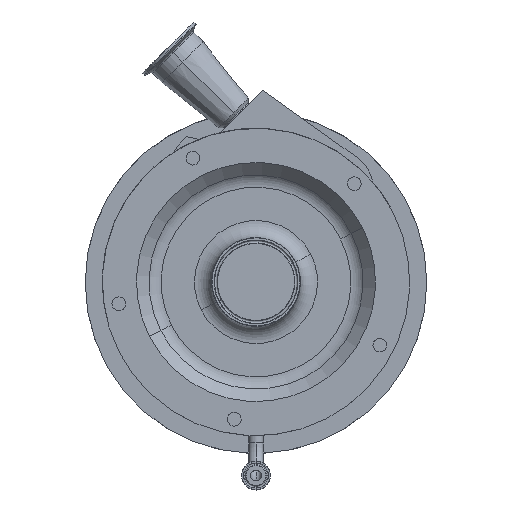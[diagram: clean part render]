
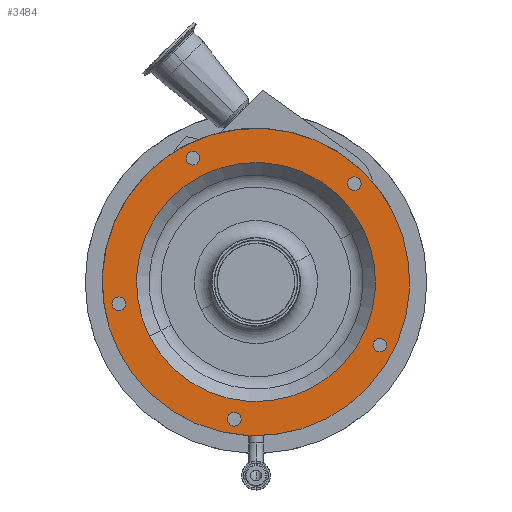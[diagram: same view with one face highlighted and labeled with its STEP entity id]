
A CAD part, top view. The second image highlights one B-rep face of the part: STEP entity #3484.
In plain terms, the highlighted planar face has unit normal (0, 0, 1).
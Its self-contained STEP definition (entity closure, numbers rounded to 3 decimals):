
#7 = AXIS2_PLACEMENT_3D ( 'NONE', #4381, #5629, #2791 ) ;
#9 = DIRECTION ( 'NONE',  ( 0., 0., 1. ) ) ;
#241 = DIRECTION ( 'NONE',  ( -0.988, 0.156, 0. ) ) ;
#340 = EDGE_LOOP ( 'NONE', ( #6587, #4065 ) ) ;
#375 = CIRCLE ( 'NONE', #4378, 6. ) ;
#393 = CIRCLE ( 'NONE', #648, 6. ) ;
#437 = CARTESIAN_POINT ( 'NONE',  ( 105.979, -60.733, 284. ) ) ;
#454 = CARTESIAN_POINT ( 'NONE',  ( -55.387, 108.703, 284. ) ) ;
#466 = FACE_BOUND ( 'NONE', #6741, .T. ) ;
#499 = ORIENTED_EDGE ( 'NONE', *, *, #1174, .F. ) ;
#601 = EDGE_LOOP ( 'NONE', ( #4717, #2855 ) ) ;
#648 = AXIS2_PLACEMENT_3D ( 'NONE', #454, #2679, #2236 ) ;
#664 = AXIS2_PLACEMENT_3D ( 'NONE', #1421, #676, #1285 ) ;
#667 = EDGE_CURVE ( 'NONE', #4496, #1622, #707, .T. ) ;
#676 = DIRECTION ( 'NONE',  ( 0., 0., 1. ) ) ;
#707 = CIRCLE ( 'NONE', #6984, 6. ) ;
#719 = VERTEX_POINT ( 'NONE', #3122 ) ;
#737 = VERTEX_POINT ( 'NONE', #4938 ) ;
#872 = AXIS2_PLACEMENT_3D ( 'NONE', #6290, #3340, #5045 ) ;
#899 = VERTEX_POINT ( 'NONE', #6918 ) ;
#1078 = FACE_BOUND ( 'NONE', #340, .T. ) ;
#1174 = EDGE_CURVE ( 'NONE', #3273, #5922, #6443, .T. ) ;
#1178 = CARTESIAN_POINT ( 'NONE',  ( 0., 0., 284. ) ) ;
#1275 = CARTESIAN_POINT ( 'NONE',  ( 82.024, 90.51, 284. ) ) ;
#1284 = DIRECTION ( 'NONE',  ( 0., 0., 1. ) ) ;
#1285 = DIRECTION ( 'NONE',  ( 0.707, -0.707, 0. ) ) ;
#1296 = CARTESIAN_POINT ( 'NONE',  ( 0., 0., 284. ) ) ;
#1343 = EDGE_CURVE ( 'NONE', #899, #2669, #5876, .T. ) ;
#1372 = ORIENTED_EDGE ( 'NONE', *, *, #3951, .F. ) ;
#1421 = CARTESIAN_POINT ( 'NONE',  ( 86.267, 86.267, 284. ) ) ;
#1471 = AXIS2_PLACEMENT_3D ( 'NONE', #6248, #6326, #6370 ) ;
#1580 = EDGE_CURVE ( 'NONE', #719, #6821, #393, .T. ) ;
#1622 = VERTEX_POINT ( 'NONE', #4549 ) ;
#1645 = DIRECTION ( 'NONE',  ( -0.454, -0.891, 0. ) ) ;
#1663 = ORIENTED_EDGE ( 'NONE', *, *, #4939, .F. ) ;
#1685 = PLANE ( 'NONE',  #3066 ) ;
#1762 = FACE_BOUND ( 'NONE', #601, .T. ) ;
#1764 = VERTEX_POINT ( 'NONE', #1819 ) ;
#1819 = CARTESIAN_POINT ( 'NONE',  ( -93.556, -47.669, 284. ) ) ;
#1882 = ORIENTED_EDGE ( 'NONE', *, *, #4839, .F. ) ;
#1909 = AXIS2_PLACEMENT_3D ( 'NONE', #1178, #4617, #6921 ) ;
#1980 = EDGE_CURVE ( 'NONE', #2669, #899, #4473, .T. ) ;
#2029 = DIRECTION ( 'NONE',  ( 0.891, 0.454, 0. ) ) ;
#2055 = EDGE_LOOP ( 'NONE', ( #6948, #5757 ) ) ;
#2206 = DIRECTION ( 'NONE',  ( 0., -1., 0. ) ) ;
#2236 = DIRECTION ( 'NONE',  ( 0.891, 0.454, 0. ) ) ;
#2303 = CARTESIAN_POINT ( 'NONE',  ( -120.498, -19.085, 284. ) ) ;
#2326 = EDGE_CURVE ( 'NONE', #6821, #719, #375, .T. ) ;
#2398 = DIRECTION ( 'NONE',  ( 0., 0., 1. ) ) ;
#2431 = CARTESIAN_POINT ( 'NONE',  ( -120.286, -61.289, 284. ) ) ;
#2491 = CARTESIAN_POINT ( 'NONE',  ( -19.085, -120.498, 284. ) ) ;
#2497 = DIRECTION ( 'NONE',  ( -0.454, -0.891, 0. ) ) ;
#2515 = CARTESIAN_POINT ( 'NONE',  ( -55.387, 108.703, 284. ) ) ;
#2669 = VERTEX_POINT ( 'NONE', #2431 ) ;
#2677 = AXIS2_PLACEMENT_3D ( 'NONE', #4139, #2398, #2497 ) ;
#2679 = DIRECTION ( 'NONE',  ( 0., 0., 1. ) ) ;
#2791 = DIRECTION ( 'NONE',  ( 0.891, 0.454, 0. ) ) ;
#2855 = ORIENTED_EDGE ( 'NONE', *, *, #2326, .F. ) ;
#2892 = FACE_BOUND ( 'NONE', #5140, .T. ) ;
#2925 = EDGE_CURVE ( 'NONE', #1764, #737, #5179, .T. ) ;
#2928 = VERTEX_POINT ( 'NONE', #3494 ) ;
#2947 = DIRECTION ( 'NONE',  ( -0.156, 0.988, 0. ) ) ;
#3018 = CARTESIAN_POINT ( 'NONE',  ( -60.733, 105.979, 284. ) ) ;
#3066 = AXIS2_PLACEMENT_3D ( 'NONE', #4594, #6377, #2206 ) ;
#3081 = ORIENTED_EDGE ( 'NONE', *, *, #667, .F. ) ;
#3122 = CARTESIAN_POINT ( 'NONE',  ( -50.041, 111.427, 284. ) ) ;
#3198 = DIRECTION ( 'NONE',  ( 0., 0., 1. ) ) ;
#3273 = VERTEX_POINT ( 'NONE', #1275 ) ;
#3340 = DIRECTION ( 'NONE',  ( 0., 0., 1. ) ) ;
#3484 = ADVANCED_FACE ( 'NONE', ( #7383, #5164, #4521, #2892, #466, #1762, #1078 ), #1685, .F. ) ;
#3494 = CARTESIAN_POINT ( 'NONE',  ( -13.159, -121.437, 284. ) ) ;
#3498 = DIRECTION ( 'NONE',  ( 0., 0., 1. ) ) ;
#3558 = EDGE_LOOP ( 'NONE', ( #7125, #499 ) ) ;
#3774 = CIRCLE ( 'NONE', #2677, 6. ) ;
#3940 = EDGE_LOOP ( 'NONE', ( #4563, #6924 ) ) ;
#3951 = EDGE_CURVE ( 'NONE', #6076, #2928, #5288, .T. ) ;
#4014 = CARTESIAN_POINT ( 'NONE',  ( -19.085, -120.498, 284. ) ) ;
#4055 = CIRCLE ( 'NONE', #664, 6. ) ;
#4065 = ORIENTED_EDGE ( 'NONE', *, *, #2925, .F. ) ;
#4107 = CARTESIAN_POINT ( 'NONE',  ( 90.51, 82.024, 284. ) ) ;
#4139 = CARTESIAN_POINT ( 'NONE',  ( 108.703, -55.387, 284. ) ) ;
#4172 = CIRCLE ( 'NONE', #7054, 6. ) ;
#4378 = AXIS2_PLACEMENT_3D ( 'NONE', #2515, #7161, #2029 ) ;
#4381 = CARTESIAN_POINT ( 'NONE',  ( 0., 0., 284. ) ) ;
#4473 = CIRCLE ( 'NONE', #7, 135. ) ;
#4496 = VERTEX_POINT ( 'NONE', #6742 ) ;
#4521 = FACE_BOUND ( 'NONE', #2055, .T. ) ;
#4549 = CARTESIAN_POINT ( 'NONE',  ( -119.559, -25.011, 284. ) ) ;
#4563 = ORIENTED_EDGE ( 'NONE', *, *, #1343, .T. ) ;
#4594 = CARTESIAN_POINT ( 'NONE',  ( -17.706, 34.749, 284. ) ) ;
#4617 = DIRECTION ( 'NONE',  ( 0., 0., 1. ) ) ;
#4717 = ORIENTED_EDGE ( 'NONE', *, *, #1580, .F. ) ;
#4741 = CIRCLE ( 'NONE', #1471, 105. ) ;
#4778 = EDGE_CURVE ( 'NONE', #5922, #3273, #4055, .T. ) ;
#4799 = VERTEX_POINT ( 'NONE', #6988 ) ;
#4839 = EDGE_CURVE ( 'NONE', #1622, #4496, #4172, .T. ) ;
#4938 = CARTESIAN_POINT ( 'NONE',  ( 93.556, 47.669, 284. ) ) ;
#4939 = EDGE_CURVE ( 'NONE', #2928, #6076, #5143, .T. ) ;
#5045 = DIRECTION ( 'NONE',  ( 0.707, -0.707, 0. ) ) ;
#5083 = CARTESIAN_POINT ( 'NONE',  ( 108.703, -55.387, 284. ) ) ;
#5140 = EDGE_LOOP ( 'NONE', ( #1372, #1663 ) ) ;
#5143 = CIRCLE ( 'NONE', #5732, 6. ) ;
#5164 = FACE_BOUND ( 'NONE', #3558, .T. ) ;
#5179 = CIRCLE ( 'NONE', #1909, 105. ) ;
#5257 = AXIS2_PLACEMENT_3D ( 'NONE', #5083, #9, #1645 ) ;
#5288 = CIRCLE ( 'NONE', #7212, 6. ) ;
#5391 = DIRECTION ( 'NONE',  ( -0.156, 0.988, 0. ) ) ;
#5539 = CARTESIAN_POINT ( 'NONE',  ( -120.498, -19.085, 284. ) ) ;
#5629 = DIRECTION ( 'NONE',  ( 0., 0., 1. ) ) ;
#5732 = AXIS2_PLACEMENT_3D ( 'NONE', #4014, #1284, #241 ) ;
#5757 = ORIENTED_EDGE ( 'NONE', *, *, #5897, .F. ) ;
#5799 = DIRECTION ( 'NONE',  ( -0.988, 0.156, 0. ) ) ;
#5834 = DIRECTION ( 'NONE',  ( 0.891, 0.454, 0. ) ) ;
#5876 = CIRCLE ( 'NONE', #6474, 135. ) ;
#5878 = DIRECTION ( 'NONE',  ( 0., 0., 1. ) ) ;
#5897 = EDGE_CURVE ( 'NONE', #4799, #6964, #3774, .T. ) ;
#5922 = VERTEX_POINT ( 'NONE', #4107 ) ;
#6076 = VERTEX_POINT ( 'NONE', #6287 ) ;
#6100 = EDGE_CURVE ( 'NONE', #737, #1764, #4741, .T. ) ;
#6248 = CARTESIAN_POINT ( 'NONE',  ( 0., 0., 284. ) ) ;
#6287 = CARTESIAN_POINT ( 'NONE',  ( -25.011, -119.559, 284. ) ) ;
#6290 = CARTESIAN_POINT ( 'NONE',  ( 86.267, 86.267, 284. ) ) ;
#6326 = DIRECTION ( 'NONE',  ( 0., 0., 1. ) ) ;
#6370 = DIRECTION ( 'NONE',  ( 0.891, 0.454, 0. ) ) ;
#6377 = DIRECTION ( 'NONE',  ( 0., 0., -1. ) ) ;
#6443 = CIRCLE ( 'NONE', #872, 6. ) ;
#6474 = AXIS2_PLACEMENT_3D ( 'NONE', #1296, #5878, #5834 ) ;
#6587 = ORIENTED_EDGE ( 'NONE', *, *, #6100, .F. ) ;
#6741 = EDGE_LOOP ( 'NONE', ( #3081, #1882 ) ) ;
#6742 = CARTESIAN_POINT ( 'NONE',  ( -121.437, -13.159, 284. ) ) ;
#6821 = VERTEX_POINT ( 'NONE', #3018 ) ;
#6841 = DIRECTION ( 'NONE',  ( 0., 0., 1. ) ) ;
#6918 = CARTESIAN_POINT ( 'NONE',  ( 120.286, 61.289, 284. ) ) ;
#6921 = DIRECTION ( 'NONE',  ( 0.891, 0.454, 0. ) ) ;
#6924 = ORIENTED_EDGE ( 'NONE', *, *, #1980, .T. ) ;
#6948 = ORIENTED_EDGE ( 'NONE', *, *, #7457, .F. ) ;
#6964 = VERTEX_POINT ( 'NONE', #437 ) ;
#6984 = AXIS2_PLACEMENT_3D ( 'NONE', #5539, #3198, #5391 ) ;
#6988 = CARTESIAN_POINT ( 'NONE',  ( 111.427, -50.041, 284. ) ) ;
#7054 = AXIS2_PLACEMENT_3D ( 'NONE', #2303, #6841, #2947 ) ;
#7125 = ORIENTED_EDGE ( 'NONE', *, *, #4778, .F. ) ;
#7161 = DIRECTION ( 'NONE',  ( 0., 0., 1. ) ) ;
#7212 = AXIS2_PLACEMENT_3D ( 'NONE', #2491, #3498, #5799 ) ;
#7292 = CIRCLE ( 'NONE', #5257, 6. ) ;
#7383 = FACE_OUTER_BOUND ( 'NONE', #3940, .T. ) ;
#7457 = EDGE_CURVE ( 'NONE', #6964, #4799, #7292, .T. ) ;
